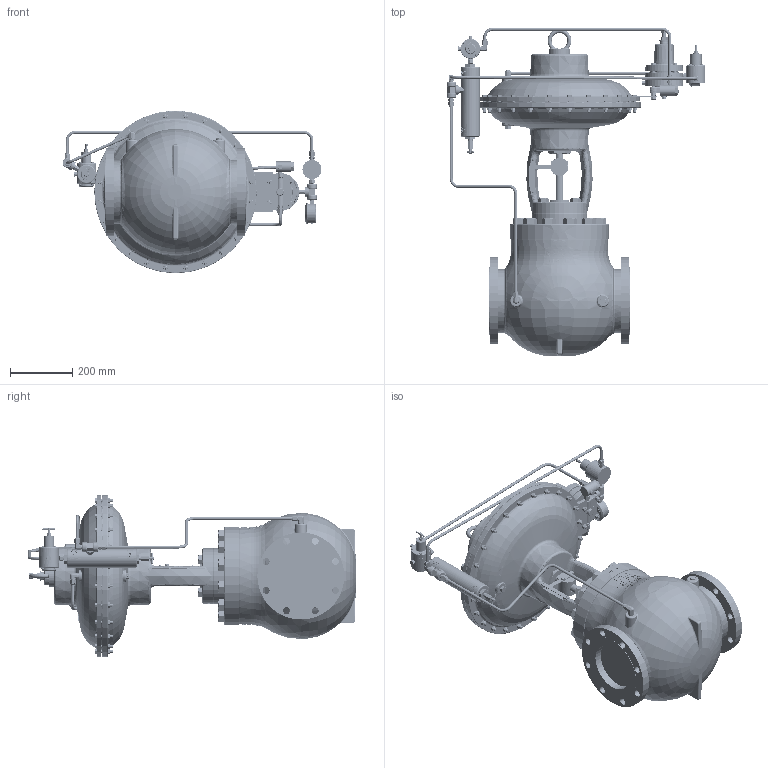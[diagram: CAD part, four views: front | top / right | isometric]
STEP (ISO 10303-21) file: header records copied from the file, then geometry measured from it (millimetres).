
FILE_DESCRIPTION (( 'STEP AP214' ), '1' );
FILE_NAME ('CVC8150RF30-HPBP.STEP', '2022-03-02T20:46:57', ( '' ), ( '' ), 'SwSTEP 2.0', 'SolidWorks 2019', '' );
FILE_SCHEMA (( 'AUTOMOTIVE_DESIGN' ));
Length unit declared in the file: inch
Products named in the file (1): CVC8150RF30-HPBP
Bounding box: 831.16 x 1054.38 x 520.7 mm (x, y, z)
Volume: 64780779.6 mm3; surface area: 2524677.1 mm2
Topology: 1 solids, 1 shells, 8746 faces, 22650 edges, 14317 vertices
Faces by surface type: plane 3567, bspline 2518, cone 1272, cylinder 907, torus 381, sphere 101
Entity records: 495573 total; most frequent: CARTESIAN_POINT 210351, ORIENTED_EDGE 45128, DIRECTION 31858, EDGE_CURVE 22564, VERTEX_POINT 14315, AXIS2_PLACEMENT_3D 11161, VECTOR 9536, LINE 9536
